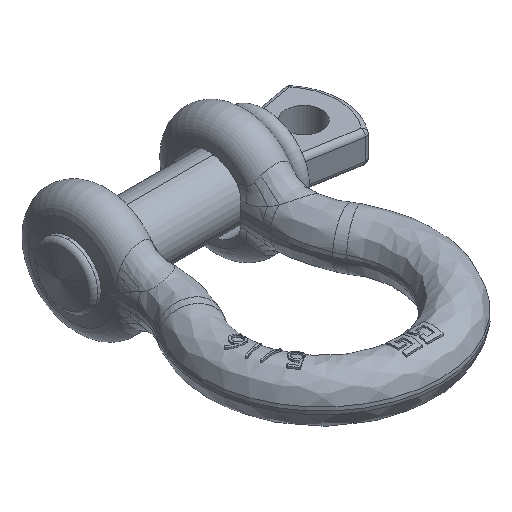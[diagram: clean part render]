
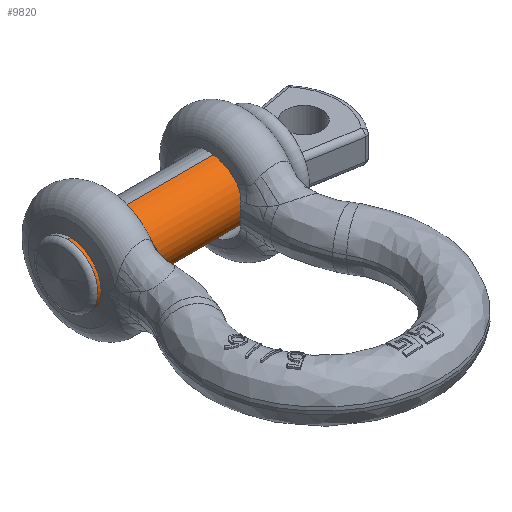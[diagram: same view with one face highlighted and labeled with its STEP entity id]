
A CAD part, isometric view. The second image highlights one B-rep face of the part: STEP entity #9820.
In plain terms, the highlighted cylindrical face has radius 4.763 mm (diameter 9.525 mm), a partial arc.
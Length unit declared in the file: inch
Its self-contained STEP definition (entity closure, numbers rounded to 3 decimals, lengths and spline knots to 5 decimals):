
#8721=CARTESIAN_POINT('',(0.53299,0.,0.));
#8722=DIRECTION('',(-1.,0.,0.));
#8723=DIRECTION('',(0.,0.,-1.));
#8724=AXIS2_PLACEMENT_3D('',#8721,#8722,#8723);
#8726=DIRECTION('',(-1.,0.,0.));
#8727=VECTOR('',#8726,1.10346);
#8728=CARTESIAN_POINT('',(0.53299,0.,-0.1875));
#8729=LINE('',#8728,#8727);
#8730=CARTESIAN_POINT('',(-0.57047,0.,0.));
#8731=DIRECTION('',(1.,0.,0.));
#8732=DIRECTION('',(0.,0.,1.));
#8733=AXIS2_PLACEMENT_3D('',#8730,#8731,#8732);
#8770=DIRECTION('',(-1.,0.,0.));
#8771=VECTOR('',#8770,1.10346);
#8772=CARTESIAN_POINT('',(0.53299,0.,0.1875));
#8773=LINE('',#8772,#8771);
#8866=CARTESIAN_POINT('',(0.53299,0.,0.1875));
#8867=CARTESIAN_POINT('',(0.53299,0.,-0.1875));
#8868=VERTEX_POINT('',#8866);
#8869=VERTEX_POINT('',#8867);
#8874=CARTESIAN_POINT('',(-0.57047,0.,-0.1875));
#8876=VERTEX_POINT('',#8874);
#8880=CARTESIAN_POINT('',(-0.57047,0.,0.1875));
#8881=VERTEX_POINT('',#8880);
#9806=CARTESIAN_POINT('',(0.56299,0.,0.));
#9807=DIRECTION('',(-1.,0.,0.));
#9808=DIRECTION('',(0.,0.,-1.));
#9809=AXIS2_PLACEMENT_3D('',#9806,#9807,#9808);
#9810=CYLINDRICAL_SURFACE('',#9809,0.1875);
#9812=ORIENTED_EDGE('',*,*,#9811,.F.);
#9814=ORIENTED_EDGE('',*,*,#9813,.F.);
#9815=ORIENTED_EDGE('',*,*,#9800,.F.);
#9817=ORIENTED_EDGE('',*,*,#9816,.T.);
#9818=EDGE_LOOP('',(#9812,#9814,#9815,#9817));
#9819=FACE_OUTER_BOUND('',#9818,.F.);
#9820=ADVANCED_FACE('',(#9819),#9810,.T.);
#8725=CIRCLE('',#8724,0.1875);
#8734=CIRCLE('',#8733,0.1875);
#9800=EDGE_CURVE('',#8869,#8868,#8725,.T.);
#9811=EDGE_CURVE('',#8881,#8876,#8734,.T.);
#9813=EDGE_CURVE('',#8868,#8881,#8773,.T.);
#9816=EDGE_CURVE('',#8869,#8876,#8729,.T.);
